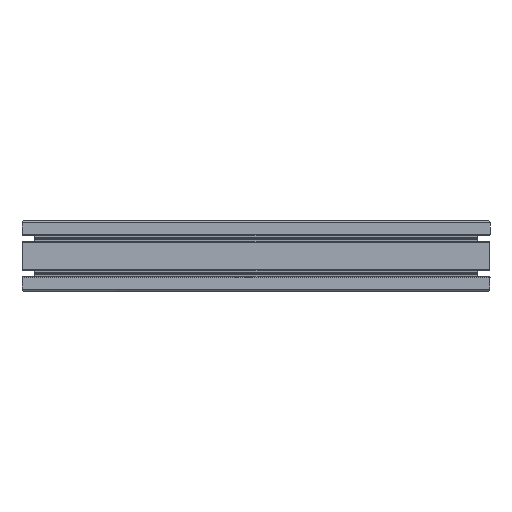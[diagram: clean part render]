
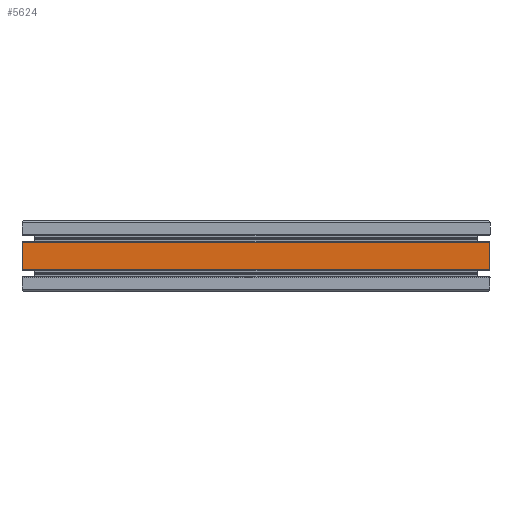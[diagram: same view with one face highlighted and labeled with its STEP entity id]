
A CAD part, top view. The second image highlights one B-rep face of the part: STEP entity #5624.
In plain terms, the highlighted planar face has unit normal (0, 0, 1).
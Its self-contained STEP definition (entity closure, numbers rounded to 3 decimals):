
#336=FACE_OUTER_BOUND('',#627,.T.);
#627=EDGE_LOOP('',(#4599,#4600,#4601,#4602));
#748=LINE('',#7979,#1346);
#1188=LINE('',#9244,#1786);
#1189=LINE('',#9247,#1787);
#1190=LINE('',#9248,#1788);
#1346=VECTOR('',#6302,10.);
#1786=VECTOR('',#7492,10.);
#1787=VECTOR('',#7495,10.);
#1788=VECTOR('',#7496,10.);
#2199=VERTEX_POINT('',#7976);
#2200=VERTEX_POINT('',#7978);
#2650=VERTEX_POINT('',#9242);
#2651=VERTEX_POINT('',#9246);
#2763=EDGE_CURVE('',#2199,#2200,#748,.T.);
#3396=EDGE_CURVE('',#2200,#2650,#1188,.T.);
#3397=EDGE_CURVE('',#2650,#2651,#1189,.T.);
#3398=EDGE_CURVE('',#2199,#2651,#1190,.T.);
#4599=ORIENTED_EDGE('',*,*,#3397,.F.);
#4600=ORIENTED_EDGE('',*,*,#3396,.F.);
#4601=ORIENTED_EDGE('',*,*,#2763,.F.);
#4602=ORIENTED_EDGE('',*,*,#3398,.T.);
#5388=PLANE('',#6122);
#5624=ADVANCED_FACE('',(#336),#5388,.T.);
#6122=AXIS2_PLACEMENT_3D('',#9245,#7493,#7494);
#6302=DIRECTION('',(0.,1.,0.));
#7492=DIRECTION('',(1.,0.,0.));
#7493=DIRECTION('center_axis',(0.,0.,1.));
#7494=DIRECTION('ref_axis',(0.,-1.,0.));
#7495=DIRECTION('',(0.,-1.,0.));
#7496=DIRECTION('',(1.,0.,0.));
#7976=CARTESIAN_POINT('',(3029.711,1831.193,48.884));
#7978=CARTESIAN_POINT('',(3029.711,1866.118,48.884));
#7979=CARTESIAN_POINT('',(3029.711,1857.387,48.884));
#9242=CARTESIAN_POINT('',(3628.031,1866.118,48.884));
#9244=CARTESIAN_POINT('',(2000.,1866.118,48.884));
#9245=CARTESIAN_POINT('Origin',(2000.,1866.118,48.884));
#9246=CARTESIAN_POINT('',(3628.031,1831.193,48.884));
#9247=CARTESIAN_POINT('',(3628.031,1857.387,48.884));
#9248=CARTESIAN_POINT('',(2000.,1831.193,48.884));
